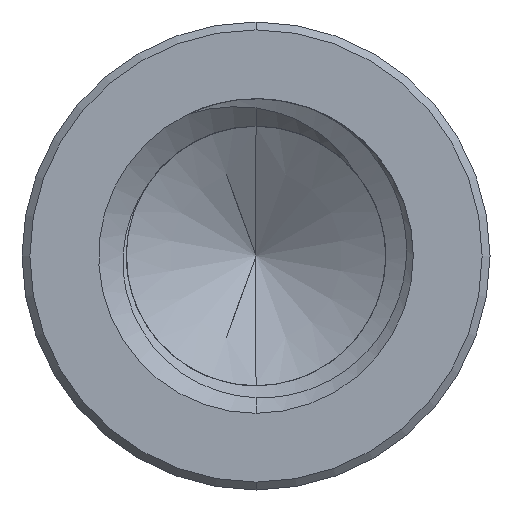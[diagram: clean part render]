
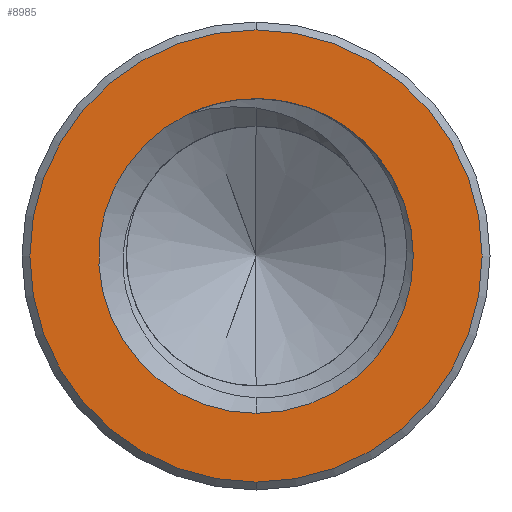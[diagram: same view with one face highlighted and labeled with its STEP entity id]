
A CAD part, front view. The second image highlights one B-rep face of the part: STEP entity #8985.
In plain terms, the highlighted planar face has unit normal (0, -1, 0).
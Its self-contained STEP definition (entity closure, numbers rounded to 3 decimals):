
#76 = EDGE_LOOP ( 'NONE', ( #3536, #649 ) ) ;
#208 = CIRCLE ( 'NONE', #1359, 2. ) ;
#297 = CARTESIAN_POINT ( 'NONE',  ( 0., -17., 0. ) ) ;
#589 = ORIENTED_EDGE ( 'NONE', *, *, #4472, .T. ) ;
#649 = ORIENTED_EDGE ( 'NONE', *, *, #6330, .T. ) ;
#880 = DIRECTION ( 'NONE',  ( 0., 1., 0. ) ) ;
#913 = DIRECTION ( 'NONE',  ( 0., 0., 1. ) ) ;
#1085 = AXIS2_PLACEMENT_3D ( 'NONE', #3344, #4116, #1232 ) ;
#1148 = ORIENTED_EDGE ( 'NONE', *, *, #6032, .T. ) ;
#1232 = DIRECTION ( 'NONE',  ( 0., 0., 1. ) ) ;
#1359 = AXIS2_PLACEMENT_3D ( 'NONE', #7673, #8233, #6148 ) ;
#1433 = CIRCLE ( 'NONE', #6465, 2.875 ) ;
#2341 = DIRECTION ( 'NONE',  ( 0., 1., 0. ) ) ;
#2370 = CARTESIAN_POINT ( 'NONE',  ( 0., -17., 0. ) ) ;
#2409 = CIRCLE ( 'NONE', #5670, 2. ) ;
#2472 = DIRECTION ( 'NONE',  ( 0., 1., 0. ) ) ;
#2698 = VERTEX_POINT ( 'NONE', #8503 ) ;
#2866 = CARTESIAN_POINT ( 'NONE',  ( 0., -17., -2.875 ) ) ;
#3050 = EDGE_LOOP ( 'NONE', ( #3940, #1148, #589 ) ) ;
#3102 = DIRECTION ( 'NONE',  ( 0., 0., 1. ) ) ;
#3335 = CIRCLE ( 'NONE', #1085, 2.875 ) ;
#3344 = CARTESIAN_POINT ( 'NONE',  ( 0., -17., 0. ) ) ;
#3536 = ORIENTED_EDGE ( 'NONE', *, *, #7415, .T. ) ;
#3940 = ORIENTED_EDGE ( 'NONE', *, *, #8538, .T. ) ;
#4116 = DIRECTION ( 'NONE',  ( 0., -1., 0. ) ) ;
#4129 = VERTEX_POINT ( 'NONE', #4942 ) ;
#4472 = EDGE_CURVE ( 'NONE', #4129, #5984, #2409, .T. ) ;
#4942 = CARTESIAN_POINT ( 'NONE',  ( -0.874, -17., 1.799 ) ) ;
#5201 = CARTESIAN_POINT ( 'NONE',  ( 0., -17., 0. ) ) ;
#5270 = AXIS2_PLACEMENT_3D ( 'NONE', #2370, #2341, #7325 ) ;
#5670 = AXIS2_PLACEMENT_3D ( 'NONE', #297, #2472, #7515 ) ;
#5864 = DIRECTION ( 'NONE',  ( 0., -1., 0. ) ) ;
#5927 = CARTESIAN_POINT ( 'NONE',  ( 0., -17., 0. ) ) ;
#5984 = VERTEX_POINT ( 'NONE', #7356 ) ;
#6032 = EDGE_CURVE ( 'NONE', #8378, #4129, #6771, .T. ) ;
#6082 = CARTESIAN_POINT ( 'NONE',  ( 0., -17., -2. ) ) ;
#6148 = DIRECTION ( 'NONE',  ( 0., 0., 1. ) ) ;
#6330 = EDGE_CURVE ( 'NONE', #6407, #2698, #3335, .T. ) ;
#6407 = VERTEX_POINT ( 'NONE', #2866 ) ;
#6465 = AXIS2_PLACEMENT_3D ( 'NONE', #5927, #5864, #913 ) ;
#6595 = PLANE ( 'NONE',  #8501 ) ;
#6771 = CIRCLE ( 'NONE', #5270, 2. ) ;
#7325 = DIRECTION ( 'NONE',  ( 0., 0., 1. ) ) ;
#7356 = CARTESIAN_POINT ( 'NONE',  ( 0.675, -17., 1.883 ) ) ;
#7415 = EDGE_CURVE ( 'NONE', #2698, #6407, #1433, .T. ) ;
#7515 = DIRECTION ( 'NONE',  ( 0., 0., 1. ) ) ;
#7673 = CARTESIAN_POINT ( 'NONE',  ( 0., -17., 0. ) ) ;
#8233 = DIRECTION ( 'NONE',  ( 0., 1., 0. ) ) ;
#8339 = FACE_BOUND ( 'NONE', #3050, .T. ) ;
#8378 = VERTEX_POINT ( 'NONE', #6082 ) ;
#8501 = AXIS2_PLACEMENT_3D ( 'NONE', #5201, #880, #3102 ) ;
#8503 = CARTESIAN_POINT ( 'NONE',  ( 0., -17., 2.875 ) ) ;
#8538 = EDGE_CURVE ( 'NONE', #5984, #8378, #208, .T. ) ;
#8985 = ADVANCED_FACE ( 'NONE', ( #8339, #9095 ), #6595, .F. ) ;
#9095 = FACE_OUTER_BOUND ( 'NONE', #76, .T. ) ;
